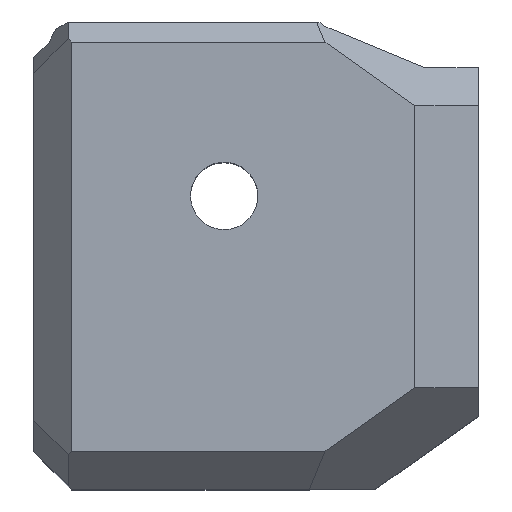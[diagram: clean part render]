
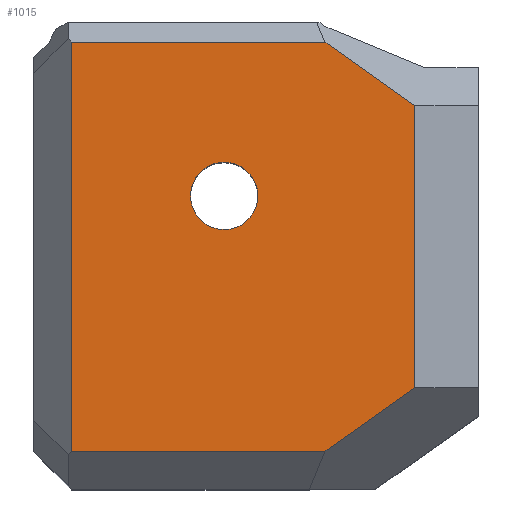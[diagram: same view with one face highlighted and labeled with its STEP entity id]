
A CAD part, top view. The second image highlights one B-rep face of the part: STEP entity #1015.
In plain terms, the highlighted planar face has unit normal (0, 0, 1).
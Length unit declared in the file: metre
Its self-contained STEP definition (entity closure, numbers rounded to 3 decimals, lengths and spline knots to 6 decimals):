
#18=LINE('',#1430,#154);
#19=LINE('',#1433,#155);
#20=LINE('',#1435,#156);
#21=LINE('',#1437,#157);
#22=LINE('',#1439,#158);
#23=LINE('',#1441,#159);
#154=VECTOR('',#1167,1.);
#155=VECTOR('',#1168,1.);
#156=VECTOR('',#1169,1.);
#157=VECTOR('',#1170,1.);
#158=VECTOR('',#1171,1.);
#159=VECTOR('',#1172,1.);
#285=PLANE('',#1086);
#344=ORIENTED_EDGE('',*,*,#632,.T.);
#345=ORIENTED_EDGE('',*,*,#633,.T.);
#346=ORIENTED_EDGE('',*,*,#634,.T.);
#347=ORIENTED_EDGE('',*,*,#635,.T.);
#348=ORIENTED_EDGE('',*,*,#636,.T.);
#349=ORIENTED_EDGE('',*,*,#637,.T.);
#350=ORIENTED_EDGE('',*,*,#638,.T.);
#632=EDGE_CURVE('',#776,#776,#868,.T.);
#633=EDGE_CURVE('',#777,#778,#18,.T.);
#634=EDGE_CURVE('',#778,#779,#19,.T.);
#635=EDGE_CURVE('',#779,#780,#20,.T.);
#636=EDGE_CURVE('',#780,#781,#21,.T.);
#637=EDGE_CURVE('',#781,#782,#22,.F.);
#638=EDGE_CURVE('',#782,#777,#23,.T.);
#776=VERTEX_POINT('',#1429);
#777=VERTEX_POINT('',#1431);
#778=VERTEX_POINT('',#1432);
#779=VERTEX_POINT('',#1434);
#780=VERTEX_POINT('',#1436);
#781=VERTEX_POINT('',#1438);
#782=VERTEX_POINT('',#1440);
#868=CIRCLE('',#1087,0.00265);
#877=EDGE_LOOP('',(#344));
#878=EDGE_LOOP('',(#345,#346,#347,#348,#349,#350));
#945=FACE_BOUND('',#877,.T.);
#946=FACE_BOUND('',#878,.T.);
#1015=ADVANCED_FACE('',(#945,#946),#285,.F.);
#1086=AXIS2_PLACEMENT_3D('',#1427,#1163,#1164);
#1087=AXIS2_PLACEMENT_3D('',#1428,#1165,#1166);
#1163=DIRECTION('',(0.,0.,-1.));
#1164=DIRECTION('',(-1.,0.,0.));
#1165=DIRECTION('',(0.,0.,-1.));
#1166=DIRECTION('',(-1.,0.,0.));
#1167=DIRECTION('',(0.,-1.,0.));
#1168=DIRECTION('',(1.,0.,0.));
#1169=DIRECTION('',(0.816,0.577,0.));
#1170=DIRECTION('',(0.,1.,0.));
#1171=DIRECTION('',(0.816,-0.577,0.));
#1172=DIRECTION('',(-1.,0.,0.));
#1427=CARTESIAN_POINT('',(0.005,-0.004,0.0151));
#1428=CARTESIAN_POINT('',(-0.015,0.,0.0151));
#1429=CARTESIAN_POINT('',(-0.01765,0.,0.0151));
#1430=CARTESIAN_POINT('',(-0.027,-0.004,0.0151));
#1431=CARTESIAN_POINT('',(-0.027,0.0121,0.0151));
#1432=CARTESIAN_POINT('',(-0.027,-0.0201,0.0151));
#1433=CARTESIAN_POINT('',(0.005,-0.0201,0.0151));
#1434=CARTESIAN_POINT('',(-0.007071,-0.0201,0.0151));
#1435=CARTESIAN_POINT('',(-0.000842,-0.015696,0.0151));
#1436=CARTESIAN_POINT('',(0.,-0.0151,0.0151));
#1437=CARTESIAN_POINT('',(0.,0.0151,0.0151));
#1438=CARTESIAN_POINT('',(0.,0.0071,0.0151));
#1439=CARTESIAN_POINT('',(-0.000842,0.007696,0.0151));
#1440=CARTESIAN_POINT('',(-0.007071,0.0121,0.0151));
#1441=CARTESIAN_POINT('',(-0.025775,0.0121,0.0151));
